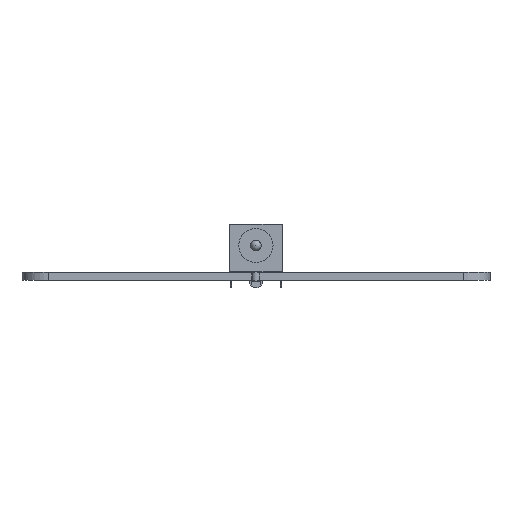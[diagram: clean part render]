
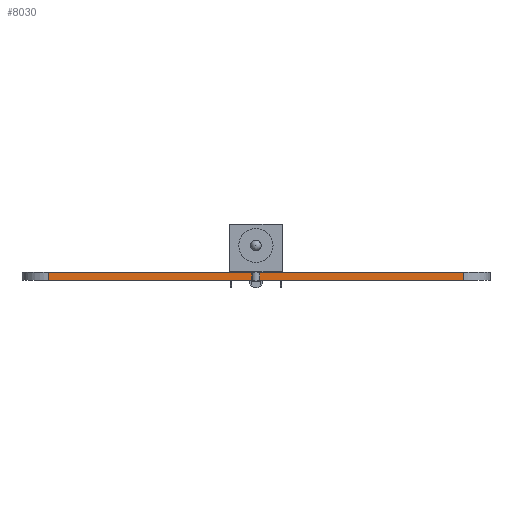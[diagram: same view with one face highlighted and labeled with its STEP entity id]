
A CAD part, left-side view. The second image highlights one B-rep face of the part: STEP entity #8030.
In plain terms, the highlighted planar face has unit normal (-1, 0, 0).
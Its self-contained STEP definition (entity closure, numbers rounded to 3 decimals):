
#6350 = PLANE('',#6351);
#6351 = AXIS2_PLACEMENT_3D('',#6352,#6353,#6354);
#6352 = CARTESIAN_POINT('',(91.44,39.37,1.6));
#6353 = DIRECTION('',(0.,0.,1.));
#6354 = DIRECTION('',(1.,0.,-0.));
#6405 = PLANE('',#6406);
#6406 = AXIS2_PLACEMENT_3D('',#6407,#6408,#6409);
#6407 = CARTESIAN_POINT('',(91.44,39.37,0.));
#6408 = DIRECTION('',(0.,0.,1.));
#6409 = DIRECTION('',(1.,0.,-0.));
#6460 = CYLINDRICAL_SURFACE('',#6461,5.08);
#6461 = AXIS2_PLACEMENT_3D('',#6462,#6463,#6464);
#6462 = CARTESIAN_POINT('',(-5.08,-0.,0.));
#6463 = DIRECTION('',(-0.,-0.,-1.));
#6464 = DIRECTION('',(1.,0.,-0.));
#6627 = VERTEX_POINT('',#6628);
#6628 = CARTESIAN_POINT('',(-10.16,78.74,0.));
#6643 = CYLINDRICAL_SURFACE('',#6644,5.08);
#6644 = AXIS2_PLACEMENT_3D('',#6645,#6646,#6647);
#6645 = CARTESIAN_POINT('',(-5.08,78.74,0.));
#6646 = DIRECTION('',(-0.,-0.,-1.));
#6647 = DIRECTION('',(1.,0.,-0.));
#6655 = EDGE_CURVE('',#6656,#6627,#6658,.T.);
#6656 = VERTEX_POINT('',#6657);
#6657 = CARTESIAN_POINT('',(-10.16,0.,0.));
#6658 = SURFACE_CURVE('',#6659,(#6663,#6670),.PCURVE_S1.);
#6659 = LINE('',#6660,#6661);
#6660 = CARTESIAN_POINT('',(-10.16,0.,0.));
#6661 = VECTOR('',#6662,1.);
#6662 = DIRECTION('',(0.,1.,0.));
#6663 = PCURVE('',#6405,#6664);
#6664 = DEFINITIONAL_REPRESENTATION('',(#6665),#6669);
#6665 = LINE('',#6666,#6667);
#6666 = CARTESIAN_POINT('',(-101.6,-39.37));
#6667 = VECTOR('',#6668,1.);
#6668 = DIRECTION('',(0.,1.));
#6669 = ( GEOMETRIC_REPRESENTATION_CONTEXT(2) 
PARAMETRIC_REPRESENTATION_CONTEXT() REPRESENTATION_CONTEXT('2D SPACE',''
  ) );
#6670 = PCURVE('',#6671,#6676);
#6671 = PLANE('',#6672);
#6672 = AXIS2_PLACEMENT_3D('',#6673,#6674,#6675);
#6673 = CARTESIAN_POINT('',(-10.16,0.,0.));
#6674 = DIRECTION('',(-1.,0.,0.));
#6675 = DIRECTION('',(0.,1.,0.));
#6676 = DEFINITIONAL_REPRESENTATION('',(#6677),#6681);
#6677 = LINE('',#6678,#6679);
#6678 = CARTESIAN_POINT('',(0.,0.));
#6679 = VECTOR('',#6680,1.);
#6680 = DIRECTION('',(1.,0.));
#6681 = ( GEOMETRIC_REPRESENTATION_CONTEXT(2) 
PARAMETRIC_REPRESENTATION_CONTEXT() REPRESENTATION_CONTEXT('2D SPACE',''
  ) );
#7386 = VERTEX_POINT('',#7387);
#7387 = CARTESIAN_POINT('',(-10.16,78.74,1.6));
#7409 = EDGE_CURVE('',#7410,#7386,#7412,.T.);
#7410 = VERTEX_POINT('',#7411);
#7411 = CARTESIAN_POINT('',(-10.16,0.,1.6));
#7412 = SURFACE_CURVE('',#7413,(#7417,#7424),.PCURVE_S1.);
#7413 = LINE('',#7414,#7415);
#7414 = CARTESIAN_POINT('',(-10.16,0.,1.6));
#7415 = VECTOR('',#7416,1.);
#7416 = DIRECTION('',(0.,1.,0.));
#7417 = PCURVE('',#6350,#7418);
#7418 = DEFINITIONAL_REPRESENTATION('',(#7419),#7423);
#7419 = LINE('',#7420,#7421);
#7420 = CARTESIAN_POINT('',(-101.6,-39.37));
#7421 = VECTOR('',#7422,1.);
#7422 = DIRECTION('',(0.,1.));
#7423 = ( GEOMETRIC_REPRESENTATION_CONTEXT(2) 
PARAMETRIC_REPRESENTATION_CONTEXT() REPRESENTATION_CONTEXT('2D SPACE',''
  ) );
#7424 = PCURVE('',#6671,#7425);
#7425 = DEFINITIONAL_REPRESENTATION('',(#7426),#7430);
#7426 = LINE('',#7427,#7428);
#7427 = CARTESIAN_POINT('',(0.,-1.6));
#7428 = VECTOR('',#7429,1.);
#7429 = DIRECTION('',(1.,0.));
#7430 = ( GEOMETRIC_REPRESENTATION_CONTEXT(2) 
PARAMETRIC_REPRESENTATION_CONTEXT() REPRESENTATION_CONTEXT('2D SPACE',''
  ) );
#7980 = EDGE_CURVE('',#6656,#7410,#7981,.T.);
#7981 = SURFACE_CURVE('',#7982,(#7986,#7993),.PCURVE_S1.);
#7982 = LINE('',#7983,#7984);
#7983 = CARTESIAN_POINT('',(-10.16,0.,0.));
#7984 = VECTOR('',#7985,1.);
#7985 = DIRECTION('',(0.,0.,1.));
#7986 = PCURVE('',#6460,#7987);
#7987 = DEFINITIONAL_REPRESENTATION('',(#7988),#7992);
#7988 = LINE('',#7989,#7990);
#7989 = CARTESIAN_POINT('',(-3.142,0.));
#7990 = VECTOR('',#7991,1.);
#7991 = DIRECTION('',(-0.,-1.));
#7992 = ( GEOMETRIC_REPRESENTATION_CONTEXT(2) 
PARAMETRIC_REPRESENTATION_CONTEXT() REPRESENTATION_CONTEXT('2D SPACE',''
  ) );
#7993 = PCURVE('',#6671,#7994);
#7994 = DEFINITIONAL_REPRESENTATION('',(#7995),#7999);
#7995 = LINE('',#7996,#7997);
#7996 = CARTESIAN_POINT('',(0.,0.));
#7997 = VECTOR('',#7998,1.);
#7998 = DIRECTION('',(0.,-1.));
#7999 = ( GEOMETRIC_REPRESENTATION_CONTEXT(2) 
PARAMETRIC_REPRESENTATION_CONTEXT() REPRESENTATION_CONTEXT('2D SPACE',''
  ) );
#8030 = ADVANCED_FACE('',(#8031),#6671,.T.);
#8031 = FACE_BOUND('',#8032,.T.);
#8032 = EDGE_LOOP('',(#8033,#8034,#8035,#8056));
#8033 = ORIENTED_EDGE('',*,*,#7980,.T.);
#8034 = ORIENTED_EDGE('',*,*,#7409,.T.);
#8035 = ORIENTED_EDGE('',*,*,#8036,.F.);
#8036 = EDGE_CURVE('',#6627,#7386,#8037,.T.);
#8037 = SURFACE_CURVE('',#8038,(#8042,#8049),.PCURVE_S1.);
#8038 = LINE('',#8039,#8040);
#8039 = CARTESIAN_POINT('',(-10.16,78.74,0.));
#8040 = VECTOR('',#8041,1.);
#8041 = DIRECTION('',(0.,0.,1.));
#8042 = PCURVE('',#6671,#8043);
#8043 = DEFINITIONAL_REPRESENTATION('',(#8044),#8048);
#8044 = LINE('',#8045,#8046);
#8045 = CARTESIAN_POINT('',(78.74,0.));
#8046 = VECTOR('',#8047,1.);
#8047 = DIRECTION('',(0.,-1.));
#8048 = ( GEOMETRIC_REPRESENTATION_CONTEXT(2) 
PARAMETRIC_REPRESENTATION_CONTEXT() REPRESENTATION_CONTEXT('2D SPACE',''
  ) );
#8049 = PCURVE('',#6643,#8050);
#8050 = DEFINITIONAL_REPRESENTATION('',(#8051),#8055);
#8051 = LINE('',#8052,#8053);
#8052 = CARTESIAN_POINT('',(-3.142,0.));
#8053 = VECTOR('',#8054,1.);
#8054 = DIRECTION('',(-0.,-1.));
#8055 = ( GEOMETRIC_REPRESENTATION_CONTEXT(2) 
PARAMETRIC_REPRESENTATION_CONTEXT() REPRESENTATION_CONTEXT('2D SPACE',''
  ) );
#8056 = ORIENTED_EDGE('',*,*,#6655,.F.);
